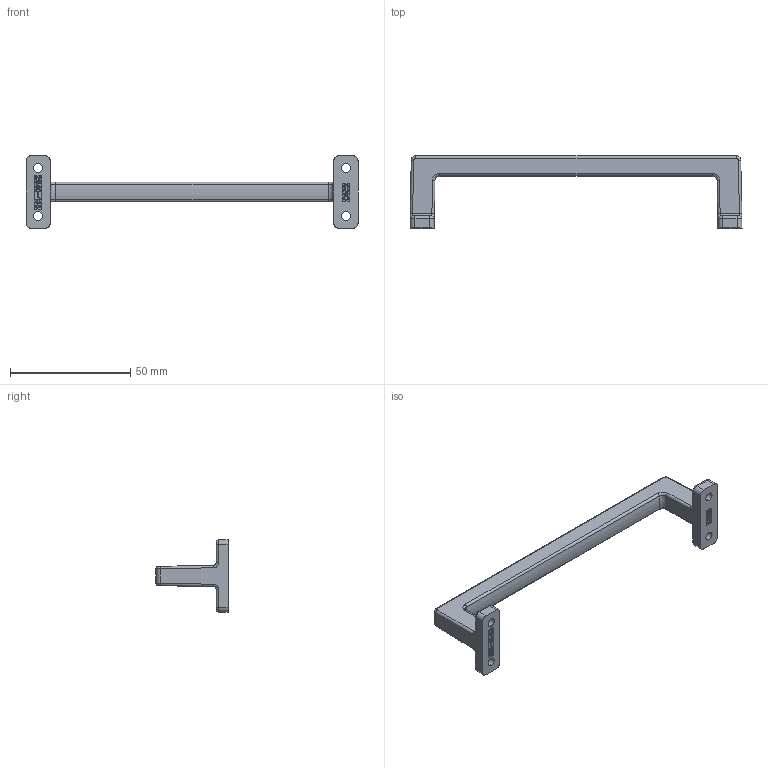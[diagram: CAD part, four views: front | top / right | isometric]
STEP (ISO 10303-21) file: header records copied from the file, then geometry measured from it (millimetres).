
FILE_DESCRIPTION(('Creo Elements/Direct Modeling STEP Export'),'2;1');
FILE_NAME('2640-138.stp','2024-01-22T10:18:21',(''),(''),'Creo Elements/Direct Modeling STEP processor for AP214 (Solid Model)','Creo Elements/Direct Modeling 20.0 12-Nov-2016 (C) Parametric Technology GmbH','');
FILE_SCHEMA(('AUTOMOTIVE_DESIGN { 1 0 10303 214 1 1 1 1 }'));
Length unit declared in the file: millimetre
Products named in the file (1): ZN-12235
Bounding box: 138 x 30 x 30 mm (x, y, z)
Volume: 14628.2 mm3; surface area: 7264.7 mm2
Topology: 1 solids, 1 shells, 690 faces, 1945 edges, 1278 vertices
Faces by surface type: plane 593, cylinder 63, bspline 26, cone 8
Entity records: 24161 total; most frequent: CARTESIAN_POINT 6728, ORIENTED_EDGE 3890, DIRECTION 3167, EDGE_CURVE 1945, VECTOR 1781, LINE 1781, VERTEX_POINT 1278, EDGE_LOOP 719
